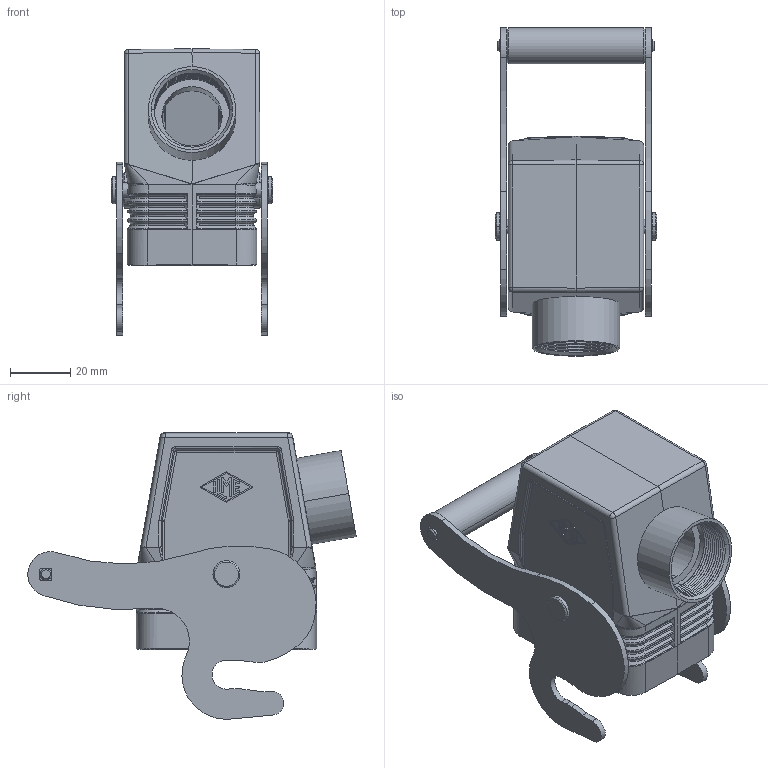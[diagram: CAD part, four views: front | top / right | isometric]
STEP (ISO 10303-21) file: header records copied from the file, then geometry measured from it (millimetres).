
FILE_DESCRIPTION(('Creo Elements/Direct Modeling STEP Export'),'2;1');
FILE_NAME('37jbk2e5phms1f72672','2023-03-03T13:48:11',(''),(''),'Creo Elements/Direct Modeling STEP processor for AP214 (Solid Model)','Creo Elements/Direct Modeling 20.1B 02-Apr-2019 (C) Parametric Technology GmbH','');
FILE_SCHEMA(('AUTOMOTIVE_DESIGN { 1 0 10303 214 1 1 1 1 }'));
Products named in the file (1): MAO 06 YX25
Bounding box: 53.74 x 109.11 x 95.13 mm (x, y, z)
Volume: 80254.1 mm3; surface area: 46078.8 mm2
Topology: 1 solids, 1 shells, 2119 faces, 5806 edges, 3741 vertices
Faces by surface type: plane 1590, cylinder 252, bspline 193, revolution 40, cone 26, sphere 14, torus 4
Entity records: 104850 total; most frequent: CARTESIAN_POINT 36988, ORIENTED_EDGE 11560, DIRECTION 9054, EDGE_CURVE 5778, VECTOR 4648, LINE 4648, VERTEX_POINT 3741, EDGE_LOOP 2207
